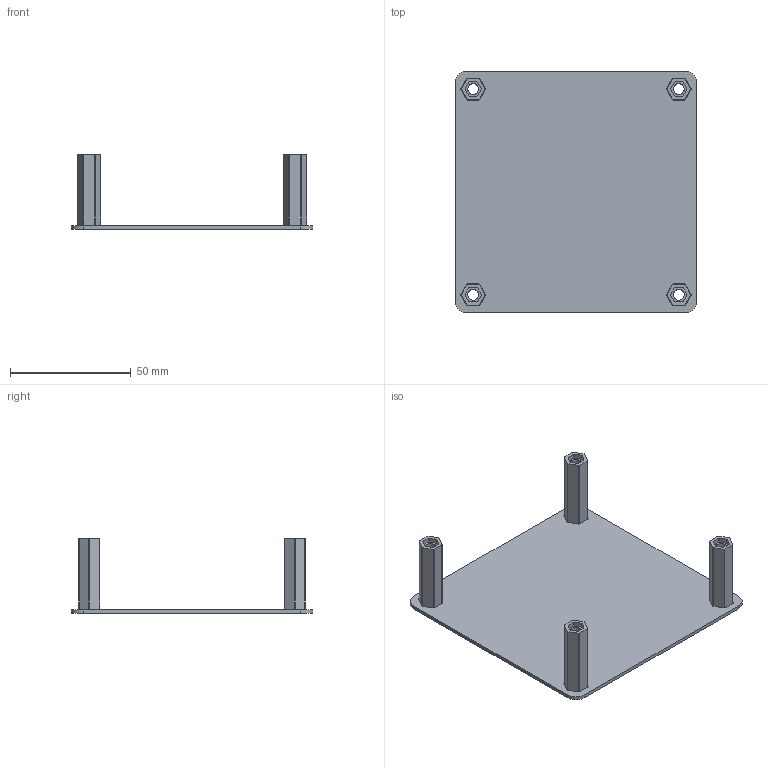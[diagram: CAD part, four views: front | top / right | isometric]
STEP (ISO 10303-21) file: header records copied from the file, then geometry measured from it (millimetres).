
FILE_DESCRIPTION(/* description */ (''),/* implementation_level */ '2;1');
FILE_NAME(/* name */ 'pcb WITH SPACER v4.step',/* time_stamp */ '2025-05-22T09:17:45+03:00',/* author */ (''),/* organization */ (''),/* preprocessor_version */ 'ST-DEVELOPER v20.1',/* originating_system */ 'Autodesk Translation Framework v14.4.0.0',/* authorisation */ '');
FILE_SCHEMA (('AUTOMOTIVE_DESIGN { 1 0 10303 214 3 1 1 }'));
Length unit declared in the file: millimetre
Products named in the file (3): pcb WITH SPACER; PCBB 3U.2; spacer3u.2
Assembly tree (5 placements, depth 2):
  pcb WITH SPACER
    PCBB 3U.2
    spacer3u.2  x4
Bounding box: 100 x 100 x 31 mm (x, y, z)
Volume: 20239 mm3; surface area: 26425.5 mm2
Topology: 5 solids, 5 shells, 386 faces, 1056 edges, 704 vertices
Faces by surface type: plane 374, cylinder 12
Full cylindrical faces by diameter (mm): 4.5 x8
Entity records: 8324 total; most frequent: CARTESIAN_POINT 1476, ORIENTED_EDGE 1446, DIRECTION 1283, EDGE_CURVE 723, LINE 705, VECTOR 705, VERTEX_POINT 482, EDGE_LOOP 291
